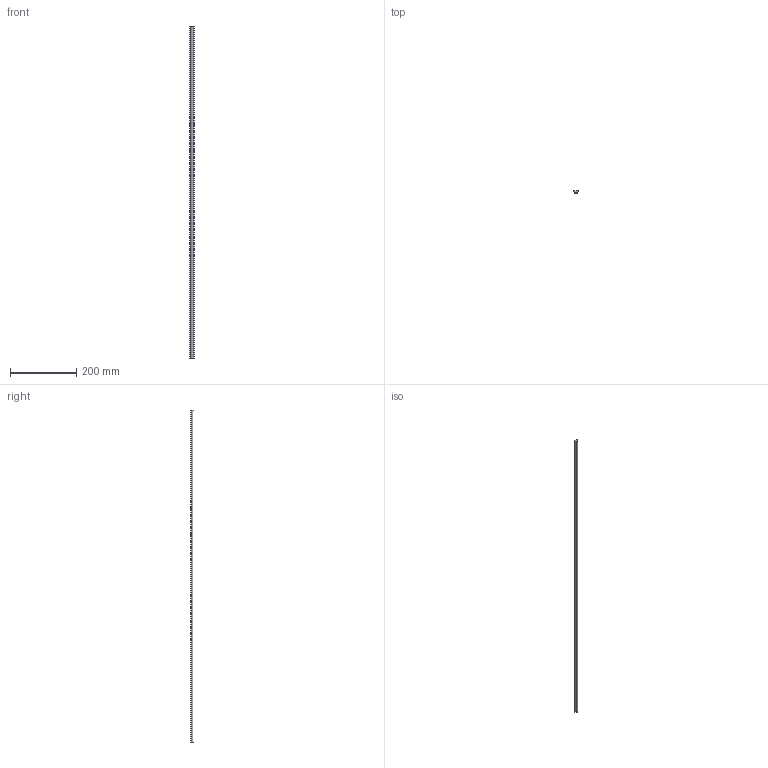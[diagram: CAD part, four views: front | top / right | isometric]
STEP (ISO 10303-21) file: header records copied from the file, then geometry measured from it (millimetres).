
FILE_DESCRIPTION(/* description */ (''),/* implementation_level */ '2;1');
FILE_NAME(/* name */ '122335',/* time_stamp */ '2014-10-06T10:54:53+02:00',/* author */ (''),/* organization */ (''),/* preprocessor_version */ 'ST-DEVELOPER v14',/* originating_system */ 'HiCAD 2013 1802.4 Build 509',/* authorisation */ '');
FILE_SCHEMA (('AUTOMOTIVE_DESIGN { 1 0 10303 214 1 1 1 1 }'));
Length unit declared in the file: millimetre
Products named in the file (2): Root; 122335Sleufmoerprofiel 8 L= 1mBOIKON0
Assembly tree (1 placements, depth 2):
  Root
    122335Sleufmoerprofiel 8 L= 1mBOIKON0
Bounding box: 13 x 6.98 x 1000 mm (x, y, z)
Volume: 62020.1 mm3; surface area: 33730.8 mm2
Topology: 1 solids, 1 shells, 16 faces, 42 edges, 28 vertices
Faces by surface type: plane 11, cylinder 5
Entity records: 532 total; most frequent: DIRECTION 88, CARTESIAN_POINT 88, ORIENTED_EDGE 84, EDGE_CURVE 42, VECTOR 32, LINE 32, VERTEX_POINT 28, AXIS2_PLACEMENT_3D 28
